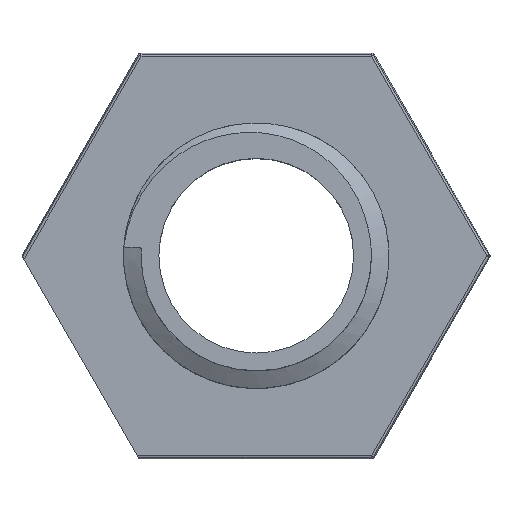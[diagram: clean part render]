
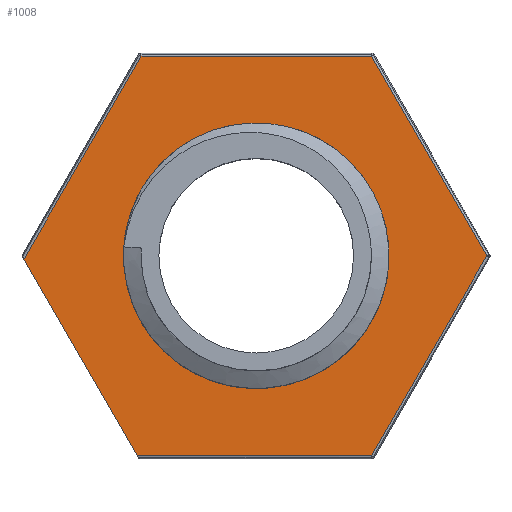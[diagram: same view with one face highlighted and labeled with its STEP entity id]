
A CAD part, top view. The second image highlights one B-rep face of the part: STEP entity #1008.
In plain terms, the highlighted planar face has unit normal (0, 0, 1).
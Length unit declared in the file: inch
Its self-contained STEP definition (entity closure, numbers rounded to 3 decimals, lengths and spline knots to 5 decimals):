
#398 = VERTEX_POINT( '', #1092 );
#420 = VERTEX_POINT( '', #1118 );
#492 = EDGE_CURVE( '', #918, #644, #1195, .T. );
#512 = EDGE_CURVE( '', #954, #398, #1218, .T. );
#544 = VERTEX_POINT( '', #1253 );
#558 = VERTEX_POINT( '', #1269 );
#582 = EDGE_CURVE( '', #644, #954, #1293, .T. );
#644 = VERTEX_POINT( '', #1362 );
#702 = EDGE_CURVE( '', #558, #808, #1421, .T. );
#808 = VERTEX_POINT( '', #1542 );
#830 = EDGE_CURVE( '', #544, #398, #1565, .T. );
#868 = EDGE_CURVE( '', #808, #420, #1607, .T. );
#918 = VERTEX_POINT( '', #1661 );
#920 = EDGE_CURVE( '', #962, #918, #1663, .T. );
#954 = VERTEX_POINT( '', #1701 );
#962 = VERTEX_POINT( '', #1710 );
#996 = EDGE_CURVE( '', #420, #1004, #1750, .T. );
#1004 = VERTEX_POINT( '', #1758 );
#1008 = ADVANCED_FACE( '', ( #1763, #1764 ), #1765, .T. );
#1028 = EDGE_CURVE( '', #1004, #558, #1787, .T. );
#1030 = EDGE_CURVE( '', #544, #962, #1789, .T. );
#1092 = CARTESIAN_POINT( '', ( -0.36662, -0.615, 0.25 ) );
#1118 = CARTESIAN_POINT( '', ( 0.355, 0., 0.25 ) );
#1195 = LINE( '', #3338, #3339 );
#1218 = LINE( '', #3368, #3369 );
#1253 = CARTESIAN_POINT( '', ( -0.71591, -0.01, 0.25 ) );
#1269 = CARTESIAN_POINT( '', ( -0.4089, 0.00898, 0.25 ) );
#1293 = LINE( '', #3725, #3726 );
#1362 = CARTESIAN_POINT( '', ( 0.71014, 0., 0.25 ) );
#1421 = B_SPLINE_CURVE_WITH_KNOTS( '', 3, ( #4385, #4386, #4387, #4388, #4389, #4390, #4391, #4392, #4393, #4394, #4395, #4396, #4397, #4398, #4399, #4400, #4401, #4402 ), .UNSPECIFIED., .F., .F., ( 4, 2, 2, 2, 2, 2, 2, 2, 4 ), ( -1.0493, -0.96598, -0.88349, -0.72893, -0.57729, -0.42857, -0.28279, -0.13993, 0. ), .UNSPECIFIED. );
#1542 = CARTESIAN_POINT( '', ( 0.32359, -0.146, 0.25 ) );
#1565 = LINE( '', #5409, #5410 );
#1607 = CIRCLE( '', #6119, 0.355 );
#1661 = CARTESIAN_POINT( '', ( 0.35507, 0.615, 0.25 ) );
#1663 = LINE( '', #6476, #6477 );
#1701 = CARTESIAN_POINT( '', ( 0.35507, -0.615, 0.25 ) );
#1710 = CARTESIAN_POINT( '', ( -0.35507, 0.615, 0.25 ) );
#1750 = CIRCLE( '', #6805, 0.355 );
#1758 = CARTESIAN_POINT( '', ( 0.32969, 0.13164, 0.25 ) );
#1763 = FACE_BOUND( '', #6910, .T. );
#1764 = FACE_OUTER_BOUND( '', #6911, .T. );
#1765 = PLANE( '', #6912 );
#1787 = B_SPLINE_CURVE_WITH_KNOTS( '', 3, ( #7157, #7158, #7159, #7160, #7161, #7162, #7163, #7164, #7165, #7166, #7167, #7168, #7169, #7170, #7171, #7172, #7173, #7174 ), .UNSPECIFIED., .F., .F., ( 4, 2, 2, 2, 2, 2, 2, 2, 4 ), ( -1.05247, -0.97906, -0.90483, -0.76136, -0.61496, -0.46562, -0.31334, -0.15814, 0. ), .UNSPECIFIED. );
#1789 = LINE( '', #7177, #7178 );
#3338 = CARTESIAN_POINT( '', ( 0.44239, 0.46375, 0.25 ) );
#3339 = VECTOR( '', #7375, 1. );
#3368 = CARTESIAN_POINT( '', ( 0.18042, -0.615, 0.25 ) );
#3369 = VECTOR( '', #7404, 1. );
#3725 = CARTESIAN_POINT( '', ( 0.62282, -0.15125, 0.25 ) );
#3726 = VECTOR( '', #7474, 1. );
#4385 = CARTESIAN_POINT( '', ( -0.4089, 0.00898, 0.25 ) );
#4386 = CARTESIAN_POINT( '', ( -0.40817, -0.01885, 0.25 ) );
#4387 = CARTESIAN_POINT( '', ( -0.4046, -0.04654, 0.25 ) );
#4388 = CARTESIAN_POINT( '', ( -0.39188, -0.10048, 0.25 ) );
#4389 = CARTESIAN_POINT( '', ( -0.38283, -0.1266, 0.25 ) );
#4390 = CARTESIAN_POINT( '', ( -0.34931, -0.19838, 0.25 ) );
#4391 = CARTESIAN_POINT( '', ( -0.31861, -0.24051, 0.25 ) );
#4392 = CARTESIAN_POINT( '', ( -0.24339, -0.30983, 0.25 ) );
#4393 = CARTESIAN_POINT( '', ( -0.19985, -0.33662, 0.25 ) );
#4394 = CARTESIAN_POINT( '', ( -0.10581, -0.3715, 0.25 ) );
#4395 = CARTESIAN_POINT( '', ( -0.05636, -0.3796, 0.25 ) );
#4396 = CARTESIAN_POINT( '', ( 0.04188, -0.37623, 0.25 ) );
#4397 = CARTESIAN_POINT( '', ( 0.08973, -0.36518, 0.25 ) );
#4398 = CARTESIAN_POINT( '', ( 0.17752, -0.32559, 0.25 ) );
#4399 = CARTESIAN_POINT( '', ( 0.21676, -0.29778, 0.25 ) );
#4400 = CARTESIAN_POINT( '', ( 0.28158, -0.22928, 0.25 ) );
#4401 = CARTESIAN_POINT( '', ( 0.30679, -0.18951, 0.25 ) );
#4402 = CARTESIAN_POINT( '', ( 0.32359, -0.146, 0.25 ) );
#5409 = CARTESIAN_POINT( '', ( -0.45105, -0.46875, 0.25 ) );
#5410 = VECTOR( '', #7757, 1. );
#6119 = AXIS2_PLACEMENT_3D( '', #7811, #7812, #7813 );
#6476 = CARTESIAN_POINT( '', ( -0.18042, 0.615, 0.25 ) );
#6477 = VECTOR( '', #7868, 1. );
#6805 = AXIS2_PLACEMENT_3D( '', #7997, #7998, #7999 );
#6910 = EDGE_LOOP( '', ( #8013, #8014, #8015, #8016 ) );
#6911 = EDGE_LOOP( '', ( #8017, #8018, #8019, #8020, #8021, #8022 ) );
#6912 = AXIS2_PLACEMENT_3D( '', #8023, #8024, #8025 );
#7157 = CARTESIAN_POINT( '', ( 0.32969, 0.13164, 0.25 ) );
#7158 = CARTESIAN_POINT( '', ( 0.32191, 0.15477, 0.25 ) );
#7159 = CARTESIAN_POINT( '', ( 0.31176, 0.17704, 0.25 ) );
#7160 = CARTESIAN_POINT( '', ( 0.28696, 0.2194, 0.25 ) );
#7161 = CARTESIAN_POINT( '', ( 0.27233, 0.23936, 0.25 ) );
#7162 = CARTESIAN_POINT( '', ( 0.2238, 0.29306, 0.25 ) );
#7163 = CARTESIAN_POINT( '', ( 0.18515, 0.32179, 0.25 ) );
#7164 = CARTESIAN_POINT( '', ( 0.09818, 0.36343, 0.25 ) );
#7165 = CARTESIAN_POINT( '', ( 0.05054, 0.37559, 0.25 ) );
#7166 = CARTESIAN_POINT( '', ( -0.04771, 0.3812, 0.25 ) );
#7167 = CARTESIAN_POINT( '', ( -0.0974, 0.37423, 0.25 ) );
#7168 = CARTESIAN_POINT( '', ( -0.19232, 0.34147, 0.25 ) );
#7169 = CARTESIAN_POINT( '', ( -0.23651, 0.31564, 0.25 ) );
#7170 = CARTESIAN_POINT( '', ( -0.31338, 0.24797, 0.25 ) );
#7171 = CARTESIAN_POINT( '', ( -0.34506, 0.20651, 0.25 ) );
#7172 = CARTESIAN_POINT( '', ( -0.39137, 0.11293, 0.25 ) );
#7173 = CARTESIAN_POINT( '', ( -0.40521, 0.06157, 0.25 ) );
#7174 = CARTESIAN_POINT( '', ( -0.4089, 0.00898, 0.25 ) );
#7177 = CARTESIAN_POINT( '', ( -0.62282, 0.15125, 0.25 ) );
#7178 = VECTOR( '', #8045, 1. );
#7375 = DIRECTION( '', ( 0.5, -0.866, 0. ) );
#7404 = DIRECTION( '', ( -1., 0., 0. ) );
#7474 = DIRECTION( '', ( -0.5, -0.866, 0. ) );
#7757 = DIRECTION( '', ( 0.5, -0.866, 0. ) );
#7811 = CARTESIAN_POINT( '', ( 0., 0., 0.25 ) );
#7812 = DIRECTION( '', ( 0., 0., 1. ) );
#7813 = DIRECTION( '', ( 1., 0., 0. ) );
#7868 = DIRECTION( '', ( 1., 0., 0. ) );
#7997 = CARTESIAN_POINT( '', ( 0., 0., 0.25 ) );
#7998 = DIRECTION( '', ( 0., 0., 1. ) );
#7999 = DIRECTION( '', ( 1., 0., 0. ) );
#8013 = ORIENTED_EDGE( '', *, *, #1028, .F. );
#8014 = ORIENTED_EDGE( '', *, *, #996, .F. );
#8015 = ORIENTED_EDGE( '', *, *, #868, .F. );
#8016 = ORIENTED_EDGE( '', *, *, #702, .F. );
#8017 = ORIENTED_EDGE( '', *, *, #1030, .F. );
#8018 = ORIENTED_EDGE( '', *, *, #830, .T. );
#8019 = ORIENTED_EDGE( '', *, *, #512, .F. );
#8020 = ORIENTED_EDGE( '', *, *, #582, .F. );
#8021 = ORIENTED_EDGE( '', *, *, #492, .F. );
#8022 = ORIENTED_EDGE( '', *, *, #920, .F. );
#8023 = CARTESIAN_POINT( '', ( 0., 0., 0.25 ) );
#8024 = DIRECTION( '', ( 0., 0., 1. ) );
#8025 = DIRECTION( '', ( 1., 0., 0. ) );
#8045 = DIRECTION( '', ( 0.5, 0.866, 0. ) );
